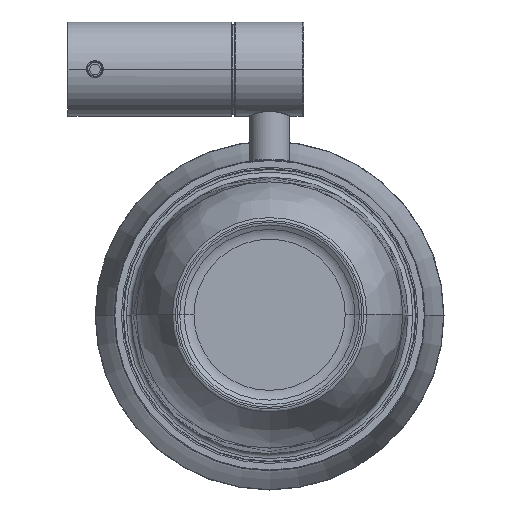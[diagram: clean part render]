
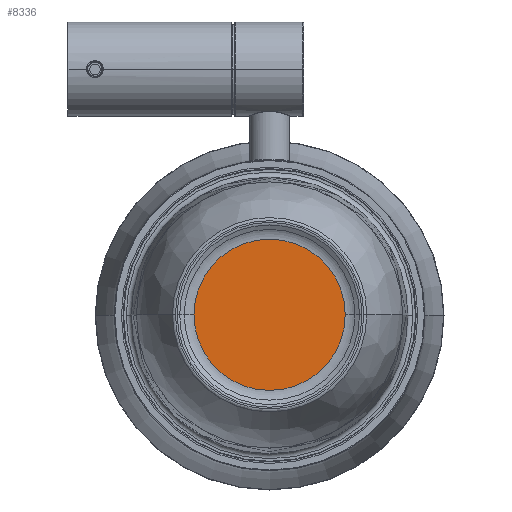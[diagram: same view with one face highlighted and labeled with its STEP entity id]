
A CAD part, top view. The second image highlights one B-rep face of the part: STEP entity #8336.
In plain terms, the highlighted face is planar.
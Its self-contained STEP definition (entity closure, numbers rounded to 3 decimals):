
#7787=CARTESIAN_POINT('',(0.,0.,1.9));
#7788=DIRECTION('',(0.,0.,1.));
#7789=DIRECTION('',(-1.,0.,0.));
#7790=AXIS2_PLACEMENT_3D('',#7787,#7788,#7789);
#7792=CARTESIAN_POINT('',(0.,0.,1.9));
#7793=DIRECTION('',(0.,0.,1.));
#7794=DIRECTION('',(1.,0.,0.));
#7795=AXIS2_PLACEMENT_3D('',#7792,#7793,#7794);
#7893=CARTESIAN_POINT('',(-22.434,0.,1.9));
#7894=CARTESIAN_POINT('',(22.434,0.,1.9));
#7895=VERTEX_POINT('',#7893);
#7896=VERTEX_POINT('',#7894);
#8326=CARTESIAN_POINT('',(0.,0.,1.9));
#8327=DIRECTION('',(0.,0.,-1.));
#8328=DIRECTION('',(1.,0.,0.));
#8329=AXIS2_PLACEMENT_3D('',#8326,#8327,#8328);
#8330=PLANE('',#8329);
#8332=ORIENTED_EDGE('',*,*,#8331,.T.);
#8333=ORIENTED_EDGE('',*,*,#8316,.T.);
#8334=EDGE_LOOP('',(#8332,#8333));
#8335=FACE_OUTER_BOUND('',#8334,.F.);
#8336=ADVANCED_FACE('',(#8335),#8330,.T.);
#7791=CIRCLE('',#7790,22.434);
#7796=CIRCLE('',#7795,22.434);
#8316=EDGE_CURVE('',#7896,#7895,#7796,.T.);
#8331=EDGE_CURVE('',#7895,#7896,#7791,.T.);
